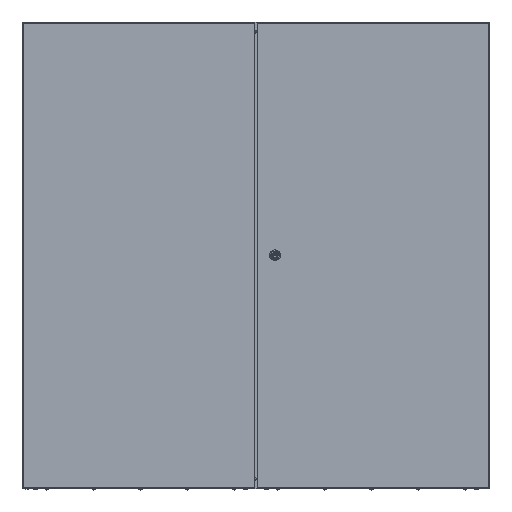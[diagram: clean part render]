
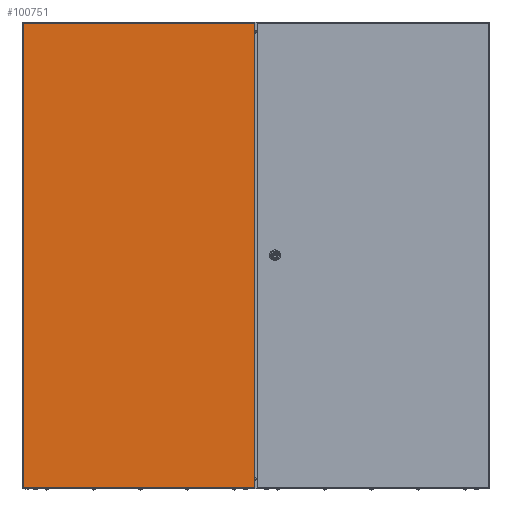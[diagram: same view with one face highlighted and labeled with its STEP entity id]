
A CAD part, top view. The second image highlights one B-rep face of the part: STEP entity #100751.
In plain terms, the highlighted planar face has unit normal (0, 0, 1).
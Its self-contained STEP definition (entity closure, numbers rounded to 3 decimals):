
#485 = LINE ( 'NONE', #100007, #17855 ) ;
#2555 = EDGE_CURVE ( 'NONE', #19328, #41023, #18794, .T. ) ;
#4075 = EDGE_CURVE ( 'NONE', #41023, #97138, #86703, .T. ) ;
#5398 = EDGE_CURVE ( 'NONE', #97138, #51301, #77873, .T. ) ;
#9008 = VECTOR ( 'NONE', #26190, 1000. ) ;
#14177 = FACE_OUTER_BOUND ( 'NONE', #92217, .T. ) ;
#14681 = CARTESIAN_POINT ( 'NONE',  ( 597.13, 3., 17.5 ) ) ;
#15451 = VECTOR ( 'NONE', #66673, 1000. ) ;
#15548 = ORIENTED_EDGE ( 'NONE', *, *, #5398, .T. ) ;
#17855 = VECTOR ( 'NONE', #89242, 1000. ) ;
#18582 = CARTESIAN_POINT ( 'NONE',  ( 2.63, 3., 17.5 ) ) ;
#18794 = LINE ( 'NONE', #85204, #15451 ) ;
#19328 = VERTEX_POINT ( 'NONE', #60418 ) ;
#22044 = ORIENTED_EDGE ( 'NONE', *, *, #76602, .T. ) ;
#26190 = DIRECTION ( 'NONE',  ( 1., 0., 0. ) ) ;
#29843 = VECTOR ( 'NONE', #38789, 1000. ) ;
#38142 = PLANE ( 'NONE',  #61064 ) ;
#38678 = DIRECTION ( 'NONE',  ( 1., 0., 0. ) ) ;
#38789 = DIRECTION ( 'NONE',  ( 0., -1., 0. ) ) ;
#39309 = CARTESIAN_POINT ( 'NONE',  ( 2.63, 1197., 17.5 ) ) ;
#40258 = CARTESIAN_POINT ( 'NONE',  ( 0., 0., 17.5 ) ) ;
#41023 = VERTEX_POINT ( 'NONE', #105224 ) ;
#44423 = ORIENTED_EDGE ( 'NONE', *, *, #2555, .T. ) ;
#51301 = VERTEX_POINT ( 'NONE', #14681 ) ;
#55008 = CARTESIAN_POINT ( 'NONE',  ( 2.63, 3., 17.5 ) ) ;
#60418 = CARTESIAN_POINT ( 'NONE',  ( 597.13, 1197., 17.5 ) ) ;
#61064 = AXIS2_PLACEMENT_3D ( 'NONE', #40258, #81622, #38678 ) ;
#66673 = DIRECTION ( 'NONE',  ( -1., 0., 0. ) ) ;
#76602 = EDGE_CURVE ( 'NONE', #51301, #19328, #485, .T. ) ;
#77873 = LINE ( 'NONE', #18582, #9008 ) ;
#81622 = DIRECTION ( 'NONE',  ( 0., 0., 1. ) ) ;
#85204 = CARTESIAN_POINT ( 'NONE',  ( 2.63, 1197., 17.5 ) ) ;
#86381 = ORIENTED_EDGE ( 'NONE', *, *, #4075, .T. ) ;
#86703 = LINE ( 'NONE', #39309, #29843 ) ;
#89242 = DIRECTION ( 'NONE',  ( 0., 1., 0. ) ) ;
#92217 = EDGE_LOOP ( 'NONE', ( #86381, #15548, #22044, #44423 ) ) ;
#97138 = VERTEX_POINT ( 'NONE', #55008 ) ;
#100007 = CARTESIAN_POINT ( 'NONE',  ( 597.13, 1197., 17.5 ) ) ;
#100751 = ADVANCED_FACE ( 'NONE', ( #14177 ), #38142, .T. ) ;
#105224 = CARTESIAN_POINT ( 'NONE',  ( 2.63, 1197., 17.5 ) ) ;
